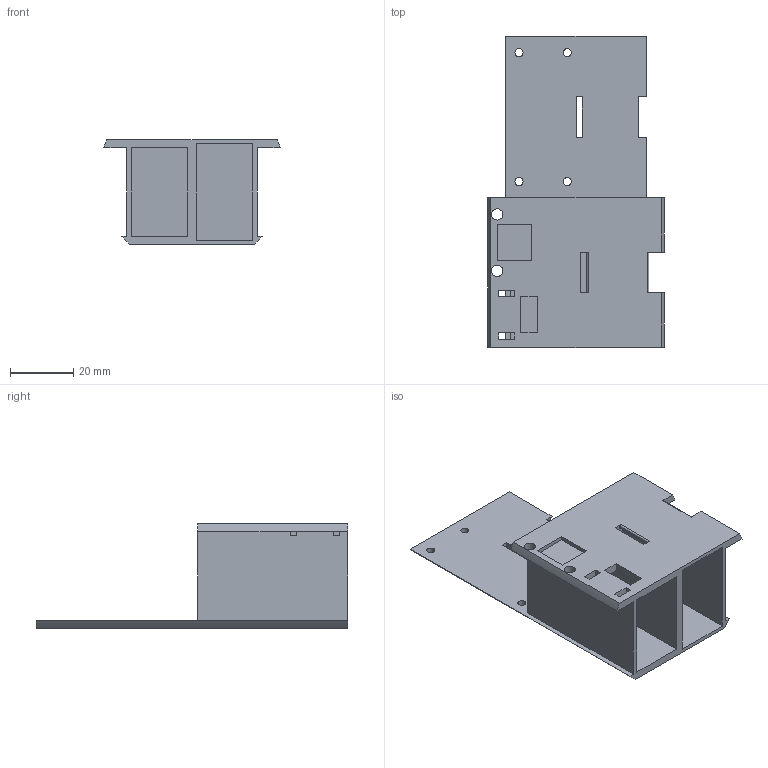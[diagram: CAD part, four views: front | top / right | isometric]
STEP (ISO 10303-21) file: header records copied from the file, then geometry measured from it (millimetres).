
FILE_DESCRIPTION(/* description */ ('','CAx-IF Rec.Pracs.---Representation and Presentation of Product Manufacturing Information (PMI)---4.0---2014-10-13'),/* implementation_level */ '2;1');
FILE_NAME(/* name */ 'Internal_Frame_Electronics_Housing.step',/* time_stamp */ '2025-02-25T19:31:45-05:00',/* author */ (''),/* organization */ (''),/* preprocessor_version */ 'ST-DEVELOPER v20',/* originating_system */ 'Autodesk Translation Framework v13.20.0.188',/* authorisation */ '');
FILE_SCHEMA (('AP242_MANAGED_MODEL_BASED_3D_ENGINEERING_MIM_LF { 1 0 10303 442 1 1 4 }'));
Length unit declared in the file: inch
Products named in the file (1): 9V internal frame
Bounding box: 55.65 x 98.04 x 33.02 mm (x, y, z)
Volume: 24115.5 mm3; surface area: 24260.5 mm2
Topology: 1 solids, 1 shells, 73 faces, 216 edges, 144 vertices
Faces by surface type: plane 57, cylinder 16
Full cylindrical faces by diameter (mm): 2.54 x4, 3.556 x2
Entity records: 2505 total; most frequent: CARTESIAN_POINT 434, ORIENTED_EDGE 432, DIRECTION 396, EDGE_CURVE 216, LINE 184, VECTOR 184, VERTEX_POINT 144, AXIS2_PLACEMENT_3D 106
